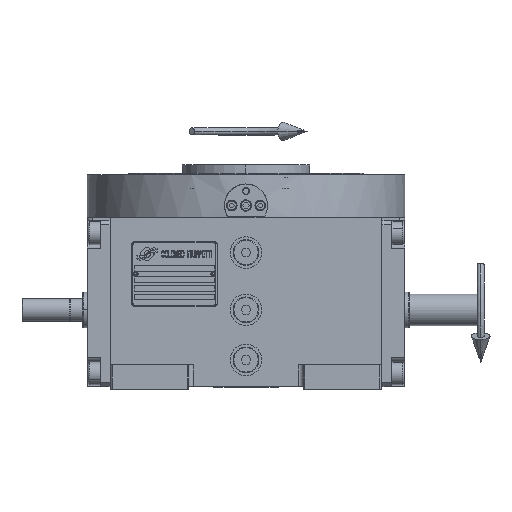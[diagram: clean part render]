
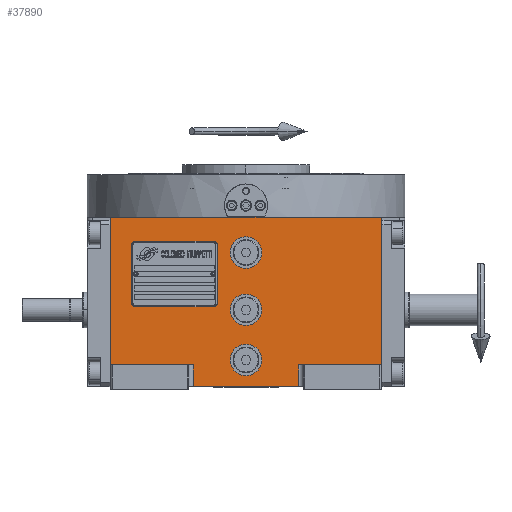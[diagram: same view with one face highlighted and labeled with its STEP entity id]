
A CAD part, top view. The second image highlights one B-rep face of the part: STEP entity #37890.
In plain terms, the highlighted planar face has unit normal (0, 0, 1).
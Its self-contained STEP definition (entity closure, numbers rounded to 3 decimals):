
#1046 = CIRCLE ( 'NONE', #8649, 11. ) ;
#1231 = ORIENTED_EDGE ( 'NONE', *, *, #40001, .F. ) ;
#1251 = DIRECTION ( 'NONE',  ( 1., 0., 0. ) ) ;
#2117 = VECTOR ( 'NONE', #13065, 1000. ) ;
#2186 = LINE ( 'NONE', #64163, #23291 ) ;
#2312 = EDGE_CURVE ( 'NONE', #36162, #39909, #9232, .T. ) ;
#2818 = CARTESIAN_POINT ( 'NONE',  ( 0., 40., 163.5 ) ) ;
#3347 = VERTEX_POINT ( 'NONE', #64782 ) ;
#3855 = DIRECTION ( 'NONE',  ( 0., 0., 1. ) ) ;
#4163 = EDGE_LOOP ( 'NONE', ( #46804, #9235 ) ) ;
#4571 = ORIENTED_EDGE ( 'NONE', *, *, #33375, .F. ) ;
#5870 = CARTESIAN_POINT ( 'NONE',  ( -37., -53.5, 163.5 ) ) ;
#6201 = EDGE_CURVE ( 'NONE', #36162, #15170, #2186, .T. ) ;
#7629 = VECTOR ( 'NONE', #20154, 1000. ) ;
#8603 = VERTEX_POINT ( 'NONE', #61345 ) ;
#8649 = AXIS2_PLACEMENT_3D ( 'NONE', #51257, #40047, #24736 ) ;
#8976 = CARTESIAN_POINT ( 'NONE',  ( 0., 0., 163.5 ) ) ;
#9232 = LINE ( 'NONE', #10609, #29721 ) ;
#9235 = ORIENTED_EDGE ( 'NONE', *, *, #27143, .F. ) ;
#9296 = FACE_BOUND ( 'NONE', #49916, .T. ) ;
#9943 = CARTESIAN_POINT ( 'NONE',  ( 37., -38.5, 163.5 ) ) ;
#10183 = CARTESIAN_POINT ( 'NONE',  ( 37., -53.5, 163.5 ) ) ;
#10609 = CARTESIAN_POINT ( 'NONE',  ( -37., -53.5, 163.5 ) ) ;
#10677 = AXIS2_PLACEMENT_3D ( 'NONE', #61067, #3855, #50797 ) ;
#11088 = LINE ( 'NONE', #27071, #38518 ) ;
#11101 = CARTESIAN_POINT ( 'NONE',  ( -37., -38.5, 163.5 ) ) ;
#11764 = CARTESIAN_POINT ( 'NONE',  ( 0., 0., 163.5 ) ) ;
#12046 = CARTESIAN_POINT ( 'NONE',  ( 37., -38.5, 163.5 ) ) ;
#12392 = CIRCLE ( 'NONE', #46047, 11. ) ;
#13065 = DIRECTION ( 'NONE',  ( 0., -1., 0. ) ) ;
#13298 = ORIENTED_EDGE ( 'NONE', *, *, #56495, .F. ) ;
#15170 = VERTEX_POINT ( 'NONE', #10183 ) ;
#15187 = CARTESIAN_POINT ( 'NONE',  ( -11., 40., 163.5 ) ) ;
#16555 = CARTESIAN_POINT ( 'NONE',  ( -94.5, -38.5, 163.5 ) ) ;
#18503 = ORIENTED_EDGE ( 'NONE', *, *, #56112, .T. ) ;
#18545 = VERTEX_POINT ( 'NONE', #41367 ) ;
#18848 = ORIENTED_EDGE ( 'NONE', *, *, #44888, .T. ) ;
#19474 = PLANE ( 'NONE',  #10677 ) ;
#20154 = DIRECTION ( 'NONE',  ( 1., 0., 0. ) ) ;
#20514 = DIRECTION ( 'NONE',  ( -1., 0., 0. ) ) ;
#20773 = DIRECTION ( 'NONE',  ( 0., 1., 0. ) ) ;
#21948 = DIRECTION ( 'NONE',  ( 0., 1., 0. ) ) ;
#22278 = EDGE_CURVE ( 'NONE', #40602, #18545, #49504, .T. ) ;
#23291 = VECTOR ( 'NONE', #37908, 1000. ) ;
#23834 = CARTESIAN_POINT ( 'NONE',  ( -11., 0., 163.5 ) ) ;
#24288 = CARTESIAN_POINT ( 'NONE',  ( 37., -38.5, 163.5 ) ) ;
#24736 = DIRECTION ( 'NONE',  ( -1., 0., 0. ) ) ;
#24750 = AXIS2_PLACEMENT_3D ( 'NONE', #11764, #32868, #47822 ) ;
#27071 = CARTESIAN_POINT ( 'NONE',  ( -94.5, -38.5, 163.5 ) ) ;
#27143 = EDGE_CURVE ( 'NONE', #53545, #45214, #1046, .T. ) ;
#27284 = CARTESIAN_POINT ( 'NONE',  ( 0., -35., 163.5 ) ) ;
#28074 = EDGE_LOOP ( 'NONE', ( #1231, #65700 ) ) ;
#28477 = CIRCLE ( 'NONE', #44774, 11. ) ;
#29342 = EDGE_CURVE ( 'NONE', #45214, #53545, #57892, .T. ) ;
#29355 = DIRECTION ( 'NONE',  ( 0., 0., 1. ) ) ;
#29721 = VECTOR ( 'NONE', #20773, 1000. ) ;
#32323 = EDGE_CURVE ( 'NONE', #63496, #58206, #28477, .T. ) ;
#32656 = VECTOR ( 'NONE', #55280, 1000. ) ;
#32868 = DIRECTION ( 'NONE',  ( 0., 0., 1. ) ) ;
#33061 = DIRECTION ( 'NONE',  ( 0., 0., 1. ) ) ;
#33375 = EDGE_CURVE ( 'NONE', #18545, #40602, #12392, .T. ) ;
#33401 = DIRECTION ( 'NONE',  ( 1., 0., 0. ) ) ;
#34521 = LINE ( 'NONE', #24288, #32656 ) ;
#34839 = FACE_OUTER_BOUND ( 'NONE', #38158, .T. ) ;
#35180 = DIRECTION ( 'NONE',  ( 0., 0., 1. ) ) ;
#35690 = CARTESIAN_POINT ( 'NONE',  ( 94.5, -38.5, 163.5 ) ) ;
#36162 = VERTEX_POINT ( 'NONE', #5870 ) ;
#36521 = LINE ( 'NONE', #51833, #7629 ) ;
#36898 = CARTESIAN_POINT ( 'NONE',  ( 0., 40., 163.5 ) ) ;
#37876 = ORIENTED_EDGE ( 'NONE', *, *, #38779, .T. ) ;
#37890 = ADVANCED_FACE ( 'NONE', ( #61753, #65842, #9296, #34839 ), #19474, .T. ) ;
#37908 = DIRECTION ( 'NONE',  ( 1., 0., 0. ) ) ;
#38158 = EDGE_LOOP ( 'NONE', ( #54204, #59433, #37876, #18503, #41588, #13298, #18848, #47617 ) ) ;
#38518 = VECTOR ( 'NONE', #21948, 1000. ) ;
#38746 = CARTESIAN_POINT ( 'NONE',  ( 94.5, -38.5, 163.5 ) ) ;
#38779 = EDGE_CURVE ( 'NONE', #44020, #64365, #34521, .T. ) ;
#38826 = CIRCLE ( 'NONE', #24750, 11. ) ;
#39218 = DIRECTION ( 'NONE',  ( -1., 0., 0. ) ) ;
#39752 = AXIS2_PLACEMENT_3D ( 'NONE', #2818, #29355, #39218 ) ;
#39909 = VERTEX_POINT ( 'NONE', #11101 ) ;
#40001 = EDGE_CURVE ( 'NONE', #58206, #63496, #38826, .T. ) ;
#40047 = DIRECTION ( 'NONE',  ( 0., 0., 1. ) ) ;
#40602 = VERTEX_POINT ( 'NONE', #15187 ) ;
#41367 = CARTESIAN_POINT ( 'NONE',  ( 11., 40., 163.5 ) ) ;
#41588 = ORIENTED_EDGE ( 'NONE', *, *, #64820, .F. ) ;
#42945 = VERTEX_POINT ( 'NONE', #51363 ) ;
#44020 = VERTEX_POINT ( 'NONE', #9943 ) ;
#44774 = AXIS2_PLACEMENT_3D ( 'NONE', #8976, #35180, #20514 ) ;
#44888 = EDGE_CURVE ( 'NONE', #3347, #39909, #63238, .T. ) ;
#45214 = VERTEX_POINT ( 'NONE', #52819 ) ;
#46047 = AXIS2_PLACEMENT_3D ( 'NONE', #36898, #47436, #51874 ) ;
#46221 = VECTOR ( 'NONE', #61238, 1000. ) ;
#46804 = ORIENTED_EDGE ( 'NONE', *, *, #29342, .F. ) ;
#47436 = DIRECTION ( 'NONE',  ( 0., 0., 1. ) ) ;
#47617 = ORIENTED_EDGE ( 'NONE', *, *, #2312, .F. ) ;
#47822 = DIRECTION ( 'NONE',  ( 1., 0., 0. ) ) ;
#49051 = CARTESIAN_POINT ( 'NONE',  ( 11., 0., 163.5 ) ) ;
#49275 = CARTESIAN_POINT ( 'NONE',  ( -11., -35., 163.5 ) ) ;
#49504 = CIRCLE ( 'NONE', #39752, 11. ) ;
#49916 = EDGE_LOOP ( 'NONE', ( #4571, #49952 ) ) ;
#49952 = ORIENTED_EDGE ( 'NONE', *, *, #22278, .F. ) ;
#50797 = DIRECTION ( 'NONE',  ( 1., 0., 0. ) ) ;
#51257 = CARTESIAN_POINT ( 'NONE',  ( 0., -35., 163.5 ) ) ;
#51363 = CARTESIAN_POINT ( 'NONE',  ( 94.5, 64.5, 163.5 ) ) ;
#51833 = CARTESIAN_POINT ( 'NONE',  ( -94.5, 64.5, 163.5 ) ) ;
#51874 = DIRECTION ( 'NONE',  ( 1., 0., 0. ) ) ;
#52819 = CARTESIAN_POINT ( 'NONE',  ( 11., -35., 163.5 ) ) ;
#53545 = VERTEX_POINT ( 'NONE', #49275 ) ;
#54204 = ORIENTED_EDGE ( 'NONE', *, *, #6201, .T. ) ;
#54247 = LINE ( 'NONE', #12046, #2117 ) ;
#55280 = DIRECTION ( 'NONE',  ( 1., 0., 0. ) ) ;
#56112 = EDGE_CURVE ( 'NONE', #64365, #42945, #62592, .T. ) ;
#56495 = EDGE_CURVE ( 'NONE', #3347, #8603, #11088, .T. ) ;
#56633 = VECTOR ( 'NONE', #1251, 1000. ) ;
#57892 = CIRCLE ( 'NONE', #66603, 11. ) ;
#58206 = VERTEX_POINT ( 'NONE', #49051 ) ;
#59433 = ORIENTED_EDGE ( 'NONE', *, *, #63857, .F. ) ;
#61067 = CARTESIAN_POINT ( 'NONE',  ( -94.5, -53.5, 163.5 ) ) ;
#61238 = DIRECTION ( 'NONE',  ( 0., 1., 0. ) ) ;
#61345 = CARTESIAN_POINT ( 'NONE',  ( -94.5, 64.5, 163.5 ) ) ;
#61753 = FACE_BOUND ( 'NONE', #28074, .T. ) ;
#62592 = LINE ( 'NONE', #35690, #46221 ) ;
#63238 = LINE ( 'NONE', #16555, #56633 ) ;
#63496 = VERTEX_POINT ( 'NONE', #23834 ) ;
#63857 = EDGE_CURVE ( 'NONE', #44020, #15170, #54247, .T. ) ;
#64163 = CARTESIAN_POINT ( 'NONE',  ( -37., -53.5, 163.5 ) ) ;
#64365 = VERTEX_POINT ( 'NONE', #38746 ) ;
#64782 = CARTESIAN_POINT ( 'NONE',  ( -94.5, -38.5, 163.5 ) ) ;
#64820 = EDGE_CURVE ( 'NONE', #8603, #42945, #36521, .T. ) ;
#65700 = ORIENTED_EDGE ( 'NONE', *, *, #32323, .F. ) ;
#65842 = FACE_BOUND ( 'NONE', #4163, .T. ) ;
#66603 = AXIS2_PLACEMENT_3D ( 'NONE', #27284, #33061, #33401 ) ;
